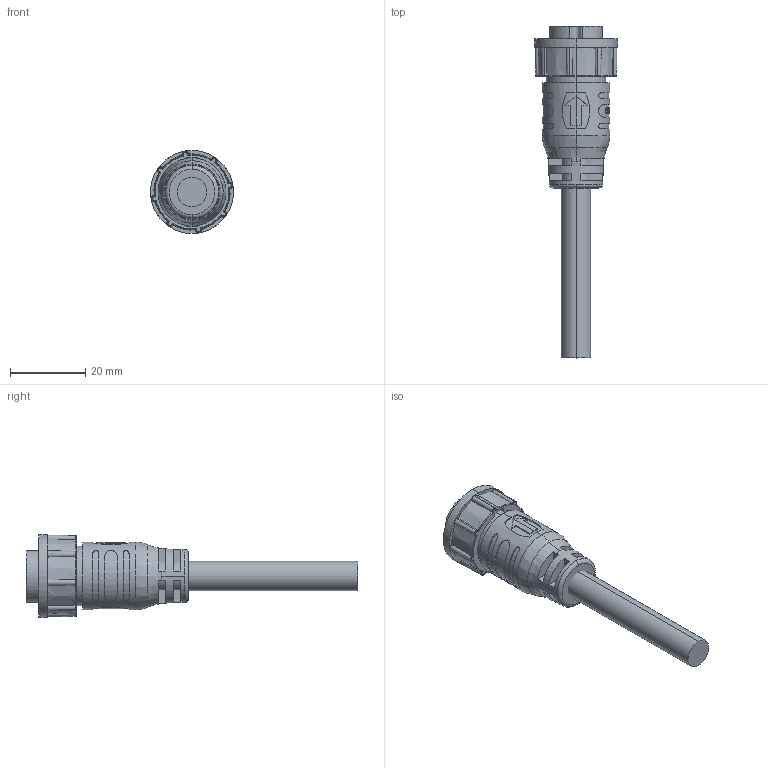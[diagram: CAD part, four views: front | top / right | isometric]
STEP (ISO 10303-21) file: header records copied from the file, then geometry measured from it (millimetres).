
FILE_DESCRIPTION (( 'STEP AP203' ), '1' );
FILE_NAME ('P303.STEP', '2020-04-01T02:52:24', ( 'edpusr' ), ( 'Microsoft' ), 'SwSTEP 2.0', 'SolidWorks 2015', '' );
FILE_SCHEMA (( 'CONFIG_CONTROL_DESIGN' ));
Length unit declared in the file: millimetre
Products named in the file (1): P303
Bounding box: 22 x 88 x 22 mm (x, y, z)
Surface area: 6876.5 mm2 (no closed solid volume)
Topology: 0 solids, 3 shells, 459 faces, 1244 edges, 806 vertices
Faces by surface type: bspline 207, plane 123, cylinder 103, cone 26
Entity records: 18555 total; most frequent: CARTESIAN_POINT 8387, ORIENTED_EDGE 2446, DIRECTION 1561, EDGE_CURVE 1226, VERTEX_POINT 806, AXIS2_PLACEMENT_3D 582, EDGE_LOOP 496, B_SPLINE_CURVE_WITH_KNOTS 479
